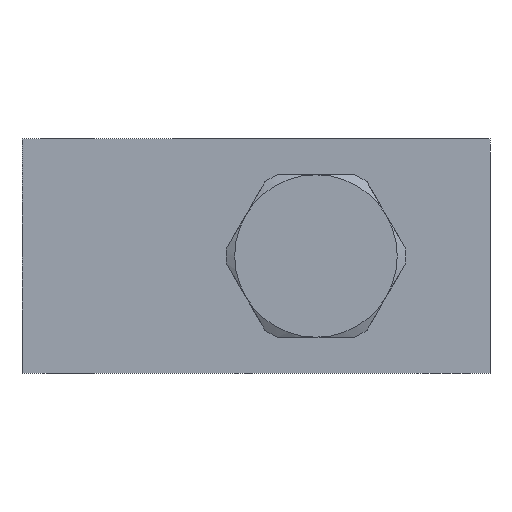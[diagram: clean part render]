
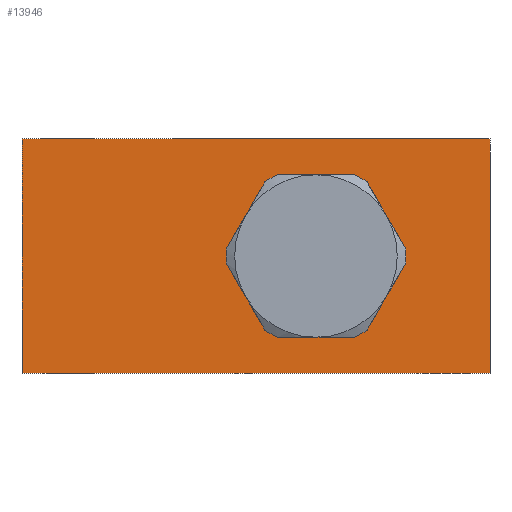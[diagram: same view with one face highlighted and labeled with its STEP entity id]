
A CAD part, front view. The second image highlights one B-rep face of the part: STEP entity #13946.
In plain terms, the highlighted planar face has unit normal (0, -1, 0).
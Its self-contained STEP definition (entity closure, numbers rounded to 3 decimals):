
#199 = CARTESIAN_POINT ( 'NONE',  ( 32., -38.1, -16. ) ) ;
#406 = ORIENTED_EDGE ( 'NONE', *, *, #14231, .T. ) ;
#443 = CARTESIAN_POINT ( 'NONE',  ( 32., -38.1, 16. ) ) ;
#725 = CARTESIAN_POINT ( 'NONE',  ( 8.2, -38.1, 0. ) ) ;
#766 = FACE_OUTER_BOUND ( 'NONE', #10157, .T. ) ;
#1042 = CARTESIAN_POINT ( 'NONE',  ( 8.2, -38.1, 0. ) ) ;
#1343 = DIRECTION ( 'NONE',  ( 0., 0., -1. ) ) ;
#1387 = EDGE_CURVE ( 'NONE', #8135, #5866, #8446, .T. ) ;
#1767 = VERTEX_POINT ( 'NONE', #12994 ) ;
#2168 = CARTESIAN_POINT ( 'NONE',  ( -32., -38.1, 16. ) ) ;
#2241 = DIRECTION ( 'NONE',  ( 0., 0., 1. ) ) ;
#2417 = DIRECTION ( 'NONE',  ( 1., 0., 0. ) ) ;
#2464 = CARTESIAN_POINT ( 'NONE',  ( -2.71, -38.1, 0. ) ) ;
#2479 = VECTOR ( 'NONE', #2417, 1000. ) ;
#2817 = FACE_BOUND ( 'NONE', #14766, .T. ) ;
#3230 = LINE ( 'NONE', #2168, #2479 ) ;
#3565 = CARTESIAN_POINT ( 'NONE',  ( 32., -38.1, 16. ) ) ;
#3909 = DIRECTION ( 'NONE',  ( 0., 0., -1. ) ) ;
#4293 = VERTEX_POINT ( 'NONE', #3565 ) ;
#4296 = LINE ( 'NONE', #13034, #12244 ) ;
#4331 = EDGE_CURVE ( 'NONE', #7282, #4293, #3230, .T. ) ;
#4441 = DIRECTION ( 'NONE',  ( 0., 1., 0. ) ) ;
#4649 = CIRCLE ( 'NONE', #13899, 10.91 ) ;
#4683 = AXIS2_PLACEMENT_3D ( 'NONE', #8098, #4441, #6801 ) ;
#5728 = PLANE ( 'NONE',  #4683 ) ;
#5866 = VERTEX_POINT ( 'NONE', #2464 ) ;
#6132 = LINE ( 'NONE', #443, #14478 ) ;
#6343 = AXIS2_PLACEMENT_3D ( 'NONE', #725, #14845, #12546 ) ;
#6625 = ORIENTED_EDGE ( 'NONE', *, *, #1387, .T. ) ;
#6801 = DIRECTION ( 'NONE',  ( 0., 0., 1. ) ) ;
#7282 = VERTEX_POINT ( 'NONE', #13651 ) ;
#8098 = CARTESIAN_POINT ( 'NONE',  ( -32., -38.1, 16. ) ) ;
#8100 = ORIENTED_EDGE ( 'NONE', *, *, #4331, .F. ) ;
#8135 = VERTEX_POINT ( 'NONE', #9447 ) ;
#8446 = CIRCLE ( 'NONE', #6343, 10.91 ) ;
#8874 = ORIENTED_EDGE ( 'NONE', *, *, #11915, .T. ) ;
#9258 = DIRECTION ( 'NONE',  ( 0., 1., 0. ) ) ;
#9310 = LINE ( 'NONE', #9549, #15237 ) ;
#9447 = CARTESIAN_POINT ( 'NONE',  ( 19.11, -38.1, 0. ) ) ;
#9486 = VERTEX_POINT ( 'NONE', #199 ) ;
#9549 = CARTESIAN_POINT ( 'NONE',  ( -32., -38.1, 16. ) ) ;
#9791 = ORIENTED_EDGE ( 'NONE', *, *, #13104, .F. ) ;
#10157 = EDGE_LOOP ( 'NONE', ( #14395, #9791, #8100, #8874 ) ) ;
#11915 = EDGE_CURVE ( 'NONE', #7282, #1767, #9310, .T. ) ;
#12150 = DIRECTION ( 'NONE',  ( 1., 0., 0. ) ) ;
#12244 = VECTOR ( 'NONE', #12150, 1000. ) ;
#12546 = DIRECTION ( 'NONE',  ( 0., 0., 1. ) ) ;
#12994 = CARTESIAN_POINT ( 'NONE',  ( -32., -38.1, -16. ) ) ;
#13034 = CARTESIAN_POINT ( 'NONE',  ( -32., -38.1, -16. ) ) ;
#13104 = EDGE_CURVE ( 'NONE', #4293, #9486, #6132, .T. ) ;
#13555 = EDGE_CURVE ( 'NONE', #1767, #9486, #4296, .T. ) ;
#13651 = CARTESIAN_POINT ( 'NONE',  ( -32., -38.1, 16. ) ) ;
#13899 = AXIS2_PLACEMENT_3D ( 'NONE', #1042, #9258, #2241 ) ;
#13946 = ADVANCED_FACE ( 'NONE', ( #2817, #766 ), #5728, .F. ) ;
#14231 = EDGE_CURVE ( 'NONE', #5866, #8135, #4649, .T. ) ;
#14395 = ORIENTED_EDGE ( 'NONE', *, *, #13555, .T. ) ;
#14478 = VECTOR ( 'NONE', #3909, 1000. ) ;
#14766 = EDGE_LOOP ( 'NONE', ( #406, #6625 ) ) ;
#14845 = DIRECTION ( 'NONE',  ( 0., 1., 0. ) ) ;
#15237 = VECTOR ( 'NONE', #1343, 1000. ) ;
